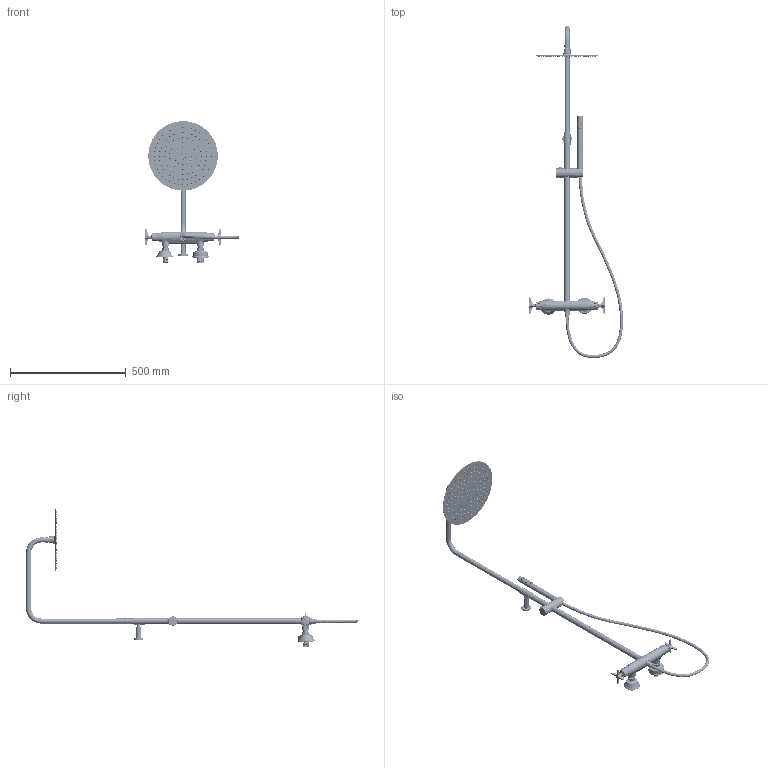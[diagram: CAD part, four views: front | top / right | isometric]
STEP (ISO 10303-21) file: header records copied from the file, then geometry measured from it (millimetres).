
FILE_DESCRIPTION (( 'STEP AP203' ), '1' );
FILE_NAME ('91DP09415.STEP', '2025-08-19T09:32:52', ( '' ), ( '' ), 'SwSTEP 2.0', 'SolidWorks 2021', '' );
FILE_SCHEMA (( 'CONFIG_CONTROL_DESIGN' ));
Products named in the file (1): 91DP09415
Bounding box: 405.8 x 1430.69 x 611.25 mm (x, y, z)
Surface area: 1011750.6 mm2 (no closed solid volume)
Topology: 0 solids, 43 shells, 6834 faces, 17237 edges, 11225 vertices
Faces by surface type: cylinder 2163, bspline 2113, plane 1416, cone 1004, torus 96, sphere 42
Entity records: 335724 total; most frequent: CARTESIAN_POINT 179334, ORIENTED_EDGE 34390, DIRECTION 31047, EDGE_CURVE 17197, AXIS2_PLACEMENT_3D 13165, VERTEX_POINT 11225, CIRCLE 8443, EDGE_LOOP 8252
